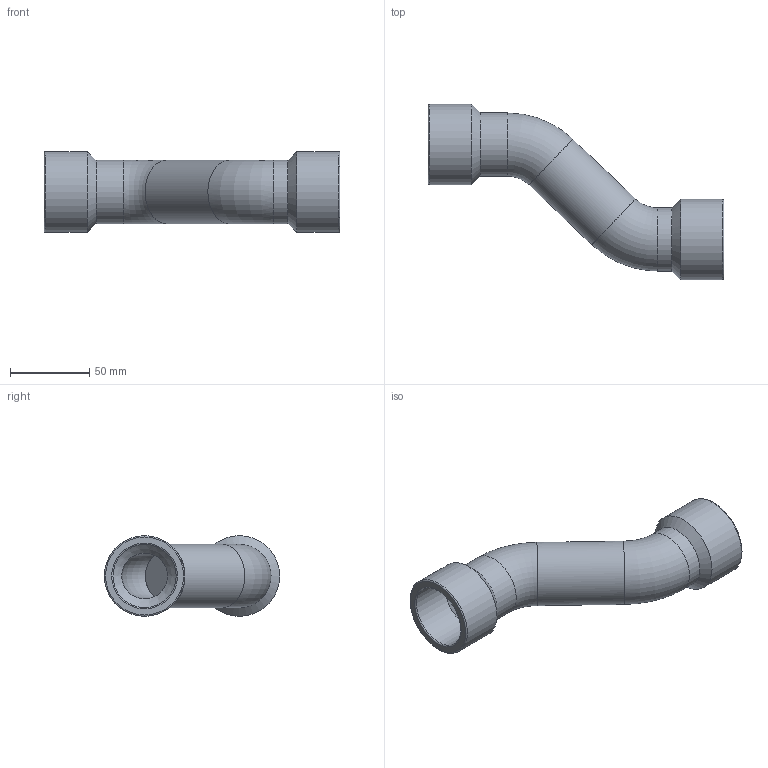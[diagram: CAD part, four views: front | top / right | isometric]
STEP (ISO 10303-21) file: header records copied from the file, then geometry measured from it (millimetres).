
FILE_DESCRIPTION( ( 'STEP AP203' ), ' ' );
FILE_NAME( '1.10.040.stp', '2018-01-31T16:38:42', ( '' ), ( '' ), ' ', 'PARTsolutions', ' ' );
FILE_SCHEMA( ( 'CONFIG_CONTROL_DESIGN' ) );
Length unit declared in the file: millimetre
Products named in the file (1): _1.10.040
Bounding box: 186.97 x 111 x 51 mm (x, y, z)
Volume: 136808.6 mm3; surface area: 51636.6 mm2
Topology: 1 solids, 1 shells, 32 faces, 55 edges, 33 vertices
Faces by surface type: cylinder 10, plane 10, torus 8, cone 4
Full cylindrical faces by diameter (mm): 29 x3, 40 x5, 51 x2
Entity records: 692 total; most frequent: DIRECTION 130, CARTESIAN_POINT 97, AXIS2_PLACEMENT_3D 65, EDGE_LOOP 64, ORIENTED_EDGE 64, FACE_OUTER_BOUND 50, ADVANCED_FACE 32, EDGE_CURVE 32
